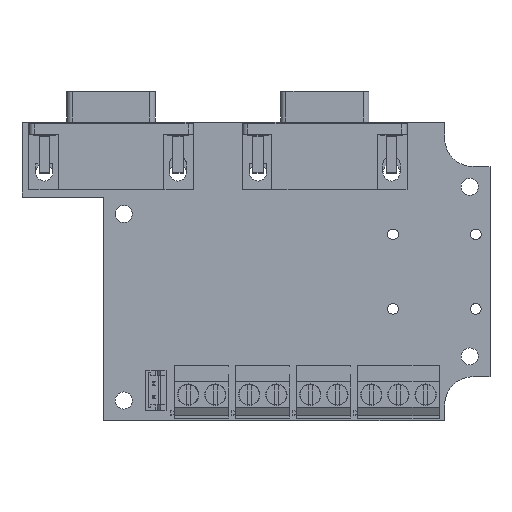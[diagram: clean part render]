
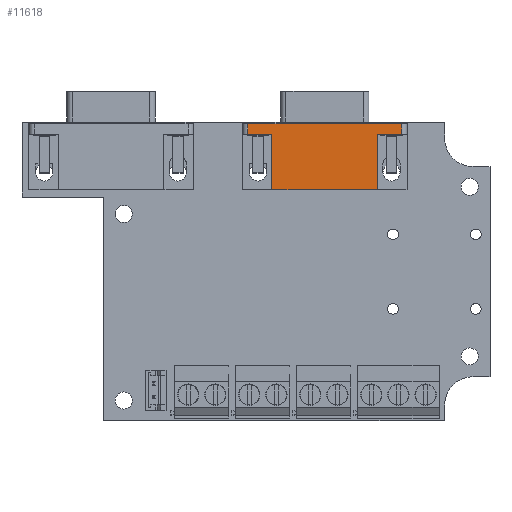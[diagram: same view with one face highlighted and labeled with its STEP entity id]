
A CAD part, top view. The second image highlights one B-rep face of the part: STEP entity #11618.
In plain terms, the highlighted planar face has unit normal (0, 0, 1).
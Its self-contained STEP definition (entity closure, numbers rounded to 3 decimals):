
#9392 = PLANE('',#9393);
#9393 = AXIS2_PLACEMENT_3D('',#9394,#9395,#9396);
#9394 = CARTESIAN_POINT('',(20.94,-10.44,12.5));
#9395 = DIRECTION('',(0.,0.,-1.));
#9396 = DIRECTION('',(-1.,-0.,0.));
#10297 = VERTEX_POINT('',#10298);
#10298 = CARTESIAN_POINT('',(-8.86,-10.54,12.5));
#10334 = CYLINDRICAL_SURFACE('',#10335,1.);
#10335 = AXIS2_PLACEMENT_3D('',#10336,#10337,#10338);
#10336 = CARTESIAN_POINT('',(-8.86,-10.54,11.5));
#10337 = DIRECTION('',(-0.,1.,0.));
#10338 = DIRECTION('',(0.,0.,1.));
#10406 = EDGE_CURVE('',#10407,#10297,#10409,.T.);
#10407 = VERTEX_POINT('',#10408);
#10408 = CARTESIAN_POINT('',(19.94,-10.54,12.5));
#10409 = SURFACE_CURVE('',#10410,(#10414,#10421),.PCURVE_S1.);
#10410 = LINE('',#10411,#10412);
#10411 = CARTESIAN_POINT('',(20.94,-10.54,12.5));
#10412 = VECTOR('',#10413,1.);
#10413 = DIRECTION('',(-1.,0.,0.));
#10414 = PCURVE('',#9392,#10415);
#10415 = DEFINITIONAL_REPRESENTATION('',(#10416),#10420);
#10416 = LINE('',#10417,#10418);
#10417 = CARTESIAN_POINT('',(0.,-0.1));
#10418 = VECTOR('',#10419,1.);
#10419 = DIRECTION('',(1.,0.));
#10420 = ( GEOMETRIC_REPRESENTATION_CONTEXT(2) 
PARAMETRIC_REPRESENTATION_CONTEXT() REPRESENTATION_CONTEXT('2D SPACE',''
  ) );
#10421 = PCURVE('',#10422,#10427);
#10422 = PLANE('',#10423);
#10423 = AXIS2_PLACEMENT_3D('',#10424,#10425,#10426);
#10424 = CARTESIAN_POINT('',(20.94,-10.54,12.5));
#10425 = DIRECTION('',(0.,0.,1.));
#10426 = DIRECTION('',(-1.,0.,0.));
#10427 = DEFINITIONAL_REPRESENTATION('',(#10428),#10432);
#10428 = LINE('',#10429,#10430);
#10429 = CARTESIAN_POINT('',(0.,0.));
#10430 = VECTOR('',#10431,1.);
#10431 = DIRECTION('',(1.,0.));
#10432 = ( GEOMETRIC_REPRESENTATION_CONTEXT(2) 
PARAMETRIC_REPRESENTATION_CONTEXT() REPRESENTATION_CONTEXT('2D SPACE',''
  ) );
#10475 = CYLINDRICAL_SURFACE('',#10476,1.);
#10476 = AXIS2_PLACEMENT_3D('',#10477,#10478,#10479);
#10477 = CARTESIAN_POINT('',(19.94,-10.54,11.5));
#10478 = DIRECTION('',(-0.,1.,0.));
#10479 = DIRECTION('',(0.,0.,1.));
#10723 = PLANE('',#10724);
#10724 = AXIS2_PLACEMENT_3D('',#10725,#10726,#10727);
#10725 = CARTESIAN_POINT('',(5.54,1.8,6.25));
#10726 = DIRECTION('',(0.,-1.,0.));
#10727 = DIRECTION('',(1.,0.,0.));
#11370 = PLANE('',#11371);
#11371 = AXIS2_PLACEMENT_3D('',#11372,#11373,#11374);
#11372 = CARTESIAN_POINT('',(-7.86,-8.54,8.75));
#11373 = DIRECTION('',(0.,-1.,0.));
#11374 = DIRECTION('',(1.,0.,0.));
#11463 = VERTEX_POINT('',#11464);
#11464 = CARTESIAN_POINT('',(-8.86,-8.54,12.5));
#11492 = EDGE_CURVE('',#10297,#11463,#11493,.T.);
#11493 = SURFACE_CURVE('',#11494,(#11498,#11505),.PCURVE_S1.);
#11494 = LINE('',#11495,#11496);
#11495 = CARTESIAN_POINT('',(-8.86,-10.54,12.5));
#11496 = VECTOR('',#11497,1.);
#11497 = DIRECTION('',(-0.,1.,0.));
#11498 = PCURVE('',#10334,#11499);
#11499 = DEFINITIONAL_REPRESENTATION('',(#11500),#11504);
#11500 = LINE('',#11501,#11502);
#11501 = CARTESIAN_POINT('',(6.283,0.));
#11502 = VECTOR('',#11503,1.);
#11503 = DIRECTION('',(0.,1.));
#11504 = ( GEOMETRIC_REPRESENTATION_CONTEXT(2) 
PARAMETRIC_REPRESENTATION_CONTEXT() REPRESENTATION_CONTEXT('2D SPACE',''
  ) );
#11505 = PCURVE('',#10422,#11506);
#11506 = DEFINITIONAL_REPRESENTATION('',(#11507),#11511);
#11507 = LINE('',#11508,#11509);
#11508 = CARTESIAN_POINT('',(29.8,0.));
#11509 = VECTOR('',#11510,1.);
#11510 = DIRECTION('',(0.,-1.));
#11511 = ( GEOMETRIC_REPRESENTATION_CONTEXT(2) 
PARAMETRIC_REPRESENTATION_CONTEXT() REPRESENTATION_CONTEXT('2D SPACE',''
  ) );
#11607 = PLANE('',#11608);
#11608 = AXIS2_PLACEMENT_3D('',#11609,#11610,#11611);
#11609 = CARTESIAN_POINT('',(18.94,-8.54,8.75));
#11610 = DIRECTION('',(0.,-1.,0.));
#11611 = DIRECTION('',(1.,0.,0.));
#11618 = ADVANCED_FACE('',(#11619),#10422,.T.);
#11619 = FACE_BOUND('',#11620,.T.);
#11620 = EDGE_LOOP('',(#11621,#11622,#11645,#11668,#11696,#11719,#11747,
    #11768));
#11621 = ORIENTED_EDGE('',*,*,#10406,.F.);
#11622 = ORIENTED_EDGE('',*,*,#11623,.T.);
#11623 = EDGE_CURVE('',#10407,#11624,#11626,.T.);
#11624 = VERTEX_POINT('',#11625);
#11625 = CARTESIAN_POINT('',(19.94,-8.54,12.5));
#11626 = SURFACE_CURVE('',#11627,(#11631,#11638),.PCURVE_S1.);
#11627 = LINE('',#11628,#11629);
#11628 = CARTESIAN_POINT('',(19.94,-10.54,12.5));
#11629 = VECTOR('',#11630,1.);
#11630 = DIRECTION('',(-0.,1.,0.));
#11631 = PCURVE('',#10422,#11632);
#11632 = DEFINITIONAL_REPRESENTATION('',(#11633),#11637);
#11633 = LINE('',#11634,#11635);
#11634 = CARTESIAN_POINT('',(1.,0.));
#11635 = VECTOR('',#11636,1.);
#11636 = DIRECTION('',(0.,-1.));
#11637 = ( GEOMETRIC_REPRESENTATION_CONTEXT(2) 
PARAMETRIC_REPRESENTATION_CONTEXT() REPRESENTATION_CONTEXT('2D SPACE',''
  ) );
#11638 = PCURVE('',#10475,#11639);
#11639 = DEFINITIONAL_REPRESENTATION('',(#11640),#11644);
#11640 = LINE('',#11641,#11642);
#11641 = CARTESIAN_POINT('',(0.,0.));
#11642 = VECTOR('',#11643,1.);
#11643 = DIRECTION('',(0.,1.));
#11644 = ( GEOMETRIC_REPRESENTATION_CONTEXT(2) 
PARAMETRIC_REPRESENTATION_CONTEXT() REPRESENTATION_CONTEXT('2D SPACE',''
  ) );
#11645 = ORIENTED_EDGE('',*,*,#11646,.F.);
#11646 = EDGE_CURVE('',#11647,#11624,#11649,.T.);
#11647 = VERTEX_POINT('',#11648);
#11648 = CARTESIAN_POINT('',(15.44,-8.54,12.5));
#11649 = SURFACE_CURVE('',#11650,(#11654,#11661),.PCURVE_S1.);
#11650 = LINE('',#11651,#11652);
#11651 = CARTESIAN_POINT('',(19.94,-8.54,12.5));
#11652 = VECTOR('',#11653,1.);
#11653 = DIRECTION('',(1.,0.,0.));
#11654 = PCURVE('',#10422,#11655);
#11655 = DEFINITIONAL_REPRESENTATION('',(#11656),#11660);
#11656 = LINE('',#11657,#11658);
#11657 = CARTESIAN_POINT('',(1.,-2.));
#11658 = VECTOR('',#11659,1.);
#11659 = DIRECTION('',(-1.,0.));
#11660 = ( GEOMETRIC_REPRESENTATION_CONTEXT(2) 
PARAMETRIC_REPRESENTATION_CONTEXT() REPRESENTATION_CONTEXT('2D SPACE',''
  ) );
#11661 = PCURVE('',#11607,#11662);
#11662 = DEFINITIONAL_REPRESENTATION('',(#11663),#11667);
#11663 = LINE('',#11664,#11665);
#11664 = CARTESIAN_POINT('',(1.,3.75));
#11665 = VECTOR('',#11666,1.);
#11666 = DIRECTION('',(1.,0.));
#11667 = ( GEOMETRIC_REPRESENTATION_CONTEXT(2) 
PARAMETRIC_REPRESENTATION_CONTEXT() REPRESENTATION_CONTEXT('2D SPACE',''
  ) );
#11668 = ORIENTED_EDGE('',*,*,#11669,.F.);
#11669 = EDGE_CURVE('',#11670,#11647,#11672,.T.);
#11670 = VERTEX_POINT('',#11671);
#11671 = CARTESIAN_POINT('',(15.44,1.8,12.5));
#11672 = SURFACE_CURVE('',#11673,(#11677,#11684),.PCURVE_S1.);
#11673 = LINE('',#11674,#11675);
#11674 = CARTESIAN_POINT('',(15.44,-9.54,12.5));
#11675 = VECTOR('',#11676,1.);
#11676 = DIRECTION('',(0.,-1.,0.));
#11677 = PCURVE('',#10422,#11678);
#11678 = DEFINITIONAL_REPRESENTATION('',(#11679),#11683);
#11679 = LINE('',#11680,#11681);
#11680 = CARTESIAN_POINT('',(5.5,-1.));
#11681 = VECTOR('',#11682,1.);
#11682 = DIRECTION('',(0.,1.));
#11683 = ( GEOMETRIC_REPRESENTATION_CONTEXT(2) 
PARAMETRIC_REPRESENTATION_CONTEXT() REPRESENTATION_CONTEXT('2D SPACE',''
  ) );
#11684 = PCURVE('',#11685,#11690);
#11685 = PLANE('',#11686);
#11686 = AXIS2_PLACEMENT_3D('',#11687,#11688,#11689);
#11687 = CARTESIAN_POINT('',(15.44,-8.54,15.));
#11688 = DIRECTION('',(-1.,0.,0.));
#11689 = DIRECTION('',(-0.,0.,-1.));
#11690 = DEFINITIONAL_REPRESENTATION('',(#11691),#11695);
#11691 = LINE('',#11692,#11693);
#11692 = CARTESIAN_POINT('',(2.5,1.));
#11693 = VECTOR('',#11694,1.);
#11694 = DIRECTION('',(0.,1.));
#11695 = ( GEOMETRIC_REPRESENTATION_CONTEXT(2) 
PARAMETRIC_REPRESENTATION_CONTEXT() REPRESENTATION_CONTEXT('2D SPACE',''
  ) );
#11696 = ORIENTED_EDGE('',*,*,#11697,.T.);
#11697 = EDGE_CURVE('',#11670,#11698,#11700,.T.);
#11698 = VERTEX_POINT('',#11699);
#11699 = CARTESIAN_POINT('',(-4.36,1.8,12.5));
#11700 = SURFACE_CURVE('',#11701,(#11705,#11712),.PCURVE_S1.);
#11701 = LINE('',#11702,#11703);
#11702 = CARTESIAN_POINT('',(20.94,1.8,12.5));
#11703 = VECTOR('',#11704,1.);
#11704 = DIRECTION('',(-1.,0.,0.));
#11705 = PCURVE('',#10422,#11706);
#11706 = DEFINITIONAL_REPRESENTATION('',(#11707),#11711);
#11707 = LINE('',#11708,#11709);
#11708 = CARTESIAN_POINT('',(0.,-12.34));
#11709 = VECTOR('',#11710,1.);
#11710 = DIRECTION('',(1.,0.));
#11711 = ( GEOMETRIC_REPRESENTATION_CONTEXT(2) 
PARAMETRIC_REPRESENTATION_CONTEXT() REPRESENTATION_CONTEXT('2D SPACE',''
  ) );
#11712 = PCURVE('',#10723,#11713);
#11713 = DEFINITIONAL_REPRESENTATION('',(#11714),#11718);
#11714 = LINE('',#11715,#11716);
#11715 = CARTESIAN_POINT('',(15.4,6.25));
#11716 = VECTOR('',#11717,1.);
#11717 = DIRECTION('',(-1.,0.));
#11718 = ( GEOMETRIC_REPRESENTATION_CONTEXT(2) 
PARAMETRIC_REPRESENTATION_CONTEXT() REPRESENTATION_CONTEXT('2D SPACE',''
  ) );
#11719 = ORIENTED_EDGE('',*,*,#11720,.F.);
#11720 = EDGE_CURVE('',#11721,#11698,#11723,.T.);
#11721 = VERTEX_POINT('',#11722);
#11722 = CARTESIAN_POINT('',(-4.36,-8.54,12.5));
#11723 = SURFACE_CURVE('',#11724,(#11728,#11735),.PCURVE_S1.);
#11724 = LINE('',#11725,#11726);
#11725 = CARTESIAN_POINT('',(-4.36,-9.54,12.5));
#11726 = VECTOR('',#11727,1.);
#11727 = DIRECTION('',(0.,1.,0.));
#11728 = PCURVE('',#10422,#11729);
#11729 = DEFINITIONAL_REPRESENTATION('',(#11730),#11734);
#11730 = LINE('',#11731,#11732);
#11731 = CARTESIAN_POINT('',(25.3,-1.));
#11732 = VECTOR('',#11733,1.);
#11733 = DIRECTION('',(0.,-1.));
#11734 = ( GEOMETRIC_REPRESENTATION_CONTEXT(2) 
PARAMETRIC_REPRESENTATION_CONTEXT() REPRESENTATION_CONTEXT('2D SPACE',''
  ) );
#11735 = PCURVE('',#11736,#11741);
#11736 = PLANE('',#11737);
#11737 = AXIS2_PLACEMENT_3D('',#11738,#11739,#11740);
#11738 = CARTESIAN_POINT('',(-4.36,-8.54,2.5));
#11739 = DIRECTION('',(1.,0.,0.));
#11740 = DIRECTION('',(-0.,0.,1.));
#11741 = DEFINITIONAL_REPRESENTATION('',(#11742),#11746);
#11742 = LINE('',#11743,#11744);
#11743 = CARTESIAN_POINT('',(10.,1.));
#11744 = VECTOR('',#11745,1.);
#11745 = DIRECTION('',(0.,-1.));
#11746 = ( GEOMETRIC_REPRESENTATION_CONTEXT(2) 
PARAMETRIC_REPRESENTATION_CONTEXT() REPRESENTATION_CONTEXT('2D SPACE',''
  ) );
#11747 = ORIENTED_EDGE('',*,*,#11748,.F.);
#11748 = EDGE_CURVE('',#11463,#11721,#11749,.T.);
#11749 = SURFACE_CURVE('',#11750,(#11754,#11761),.PCURVE_S1.);
#11750 = LINE('',#11751,#11752);
#11751 = CARTESIAN_POINT('',(6.54,-8.54,12.5));
#11752 = VECTOR('',#11753,1.);
#11753 = DIRECTION('',(1.,0.,0.));
#11754 = PCURVE('',#10422,#11755);
#11755 = DEFINITIONAL_REPRESENTATION('',(#11756),#11760);
#11756 = LINE('',#11757,#11758);
#11757 = CARTESIAN_POINT('',(14.4,-2.));
#11758 = VECTOR('',#11759,1.);
#11759 = DIRECTION('',(-1.,0.));
#11760 = ( GEOMETRIC_REPRESENTATION_CONTEXT(2) 
PARAMETRIC_REPRESENTATION_CONTEXT() REPRESENTATION_CONTEXT('2D SPACE',''
  ) );
#11761 = PCURVE('',#11370,#11762);
#11762 = DEFINITIONAL_REPRESENTATION('',(#11763),#11767);
#11763 = LINE('',#11764,#11765);
#11764 = CARTESIAN_POINT('',(14.4,3.75));
#11765 = VECTOR('',#11766,1.);
#11766 = DIRECTION('',(1.,0.));
#11767 = ( GEOMETRIC_REPRESENTATION_CONTEXT(2) 
PARAMETRIC_REPRESENTATION_CONTEXT() REPRESENTATION_CONTEXT('2D SPACE',''
  ) );
#11768 = ORIENTED_EDGE('',*,*,#11492,.F.);
